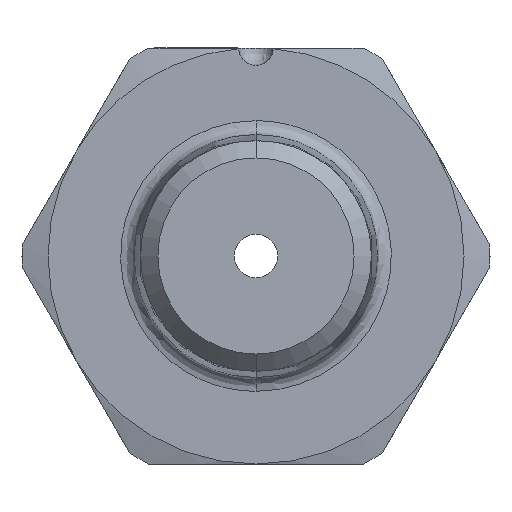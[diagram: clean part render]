
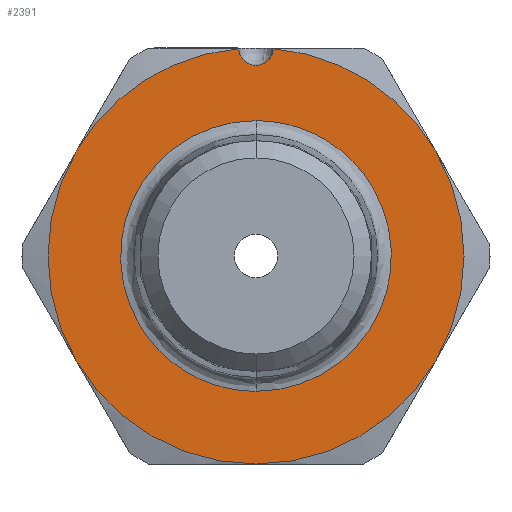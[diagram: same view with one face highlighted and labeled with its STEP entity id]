
A CAD part, front view. The second image highlights one B-rep face of the part: STEP entity #2391.
In plain terms, the highlighted planar face has unit normal (0, -1, 0).
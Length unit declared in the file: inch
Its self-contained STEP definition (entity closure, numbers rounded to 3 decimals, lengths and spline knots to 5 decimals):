
#28 =( BOUNDED_CURVE ( )  B_SPLINE_CURVE ( 3, ( #2452, #6077, #875, #4519 ),
 .UNSPECIFIED., .F., .F. ) 
 B_SPLINE_CURVE_WITH_KNOTS ( ( 4, 4 ),
 ( 0., 1. ),
 .UNSPECIFIED. ) 
 CURVE ( )  GEOMETRIC_REPRESENTATION_ITEM ( )  RATIONAL_B_SPLINE_CURVE ( ( 1., 0.333, 0.333, 1. ) ) 
 REPRESENTATION_ITEM ( '' )  );
#71 = VERTEX_POINT ( 'NONE', #3204 ) ;
#147 = VERTEX_POINT ( 'NONE', #2718 ) ;
#181 = AXIS2_PLACEMENT_3D ( 'NONE', #1981, #5638, #2516 ) ;
#253 = CARTESIAN_POINT ( 'NONE',  ( 0., 0.55118, 0. ) ) ;
#262 = EDGE_CURVE ( 'NONE', #147, #1443, #3679, .T. ) ;
#266 = CARTESIAN_POINT ( 'NONE',  ( -0.61487, 0.55118, -0.30743 ) ) ;
#283 = VERTEX_POINT ( 'NONE', #962 ) ;
#411 = AXIS2_PLACEMENT_3D ( 'NONE', #1218, #4841, #1737 ) ;
#479 = DIRECTION ( 'NONE',  ( 0., 1., 0. ) ) ;
#480 = VERTEX_POINT ( 'NONE', #5072 ) ;
#594 = ORIENTED_EDGE ( 'NONE', *, *, #6662, .F. ) ;
#660 = EDGE_CURVE ( 'NONE', #480, #6459, #1093, .T. ) ;
#671 = CIRCLE ( 'NONE', #1815, 0.47244 ) ;
#682 = ORIENTED_EDGE ( 'NONE', *, *, #5301, .F. ) ;
#754 = DIRECTION ( 'NONE',  ( 0., 0., 1. ) ) ;
#808 = CARTESIAN_POINT ( 'NONE',  ( 0., 0.55118, 0. ) ) ;
#875 = CARTESIAN_POINT ( 'NONE',  ( 0.61487, 0.55118, 0.30743 ) ) ;
#929 = CARTESIAN_POINT ( 'NONE',  ( 0., 0.55118, 0.47244 ) ) ;
#943 = CARTESIAN_POINT ( 'NONE',  ( 0., 0.55118, 0. ) ) ;
#949 = ORIENTED_EDGE ( 'NONE', *, *, #3804, .F. ) ;
#961 = CIRCLE ( 'NONE', #2964, 0.47244 ) ;
#962 = CARTESIAN_POINT ( 'NONE',  ( 0., 0.55118, 0.30743 ) ) ;
#991 = EDGE_CURVE ( 'NONE', #3101, #71, #671, .T. ) ;
#1093 = CIRCLE ( 'NONE', #2684, 0.47244 ) ;
#1120 = DIRECTION ( 'NONE',  ( 0., 1., 0. ) ) ;
#1218 = CARTESIAN_POINT ( 'NONE',  ( 0., 0.55118, 0. ) ) ;
#1284 = CARTESIAN_POINT ( 'NONE',  ( -0.61487, 0.55118, 0.30743 ) ) ;
#1348 = DIRECTION ( 'NONE',  ( 0., 0., 1. ) ) ;
#1360 = ORIENTED_EDGE ( 'NONE', *, *, #3951, .F. ) ;
#1377 = EDGE_LOOP ( 'NONE', ( #1360, #949 ) ) ;
#1443 = VERTEX_POINT ( 'NONE', #2899 ) ;
#1457 = FACE_OUTER_BOUND ( 'NONE', #5744, .T. ) ;
#1466 = DIRECTION ( 'NONE',  ( 0., 0., 1. ) ) ;
#1479 = DIRECTION ( 'NONE',  ( 0., 0., 1. ) ) ;
#1491 = CARTESIAN_POINT ( 'NONE',  ( 0.03937, 0.55118, 0. ) ) ;
#1572 = ORIENTED_EDGE ( 'NONE', *, *, #991, .F. ) ;
#1595 = CIRCLE ( 'NONE', #2584, 0.03937 ) ;
#1701 = CARTESIAN_POINT ( 'NONE',  ( 0.40915, 0.55118, -0.23622 ) ) ;
#1737 = DIRECTION ( 'NONE',  ( 0., 0., 1. ) ) ;
#1815 = AXIS2_PLACEMENT_3D ( 'NONE', #253, #3893, #754 ) ;
#1981 = CARTESIAN_POINT ( 'NONE',  ( 0., 0.55118, 0. ) ) ;
#2097 = CIRCLE ( 'NONE', #181, 0.47244 ) ;
#2343 = ORIENTED_EDGE ( 'NONE', *, *, #4196, .F. ) ;
#2391 = ADVANCED_FACE ( 'NONE', ( #1457, #2840 ), #4632, .F. ) ;
#2452 = CARTESIAN_POINT ( 'NONE',  ( 0., 0.55118, -0.30743 ) ) ;
#2516 = DIRECTION ( 'NONE',  ( 0., 0., 1. ) ) ;
#2584 = AXIS2_PLACEMENT_3D ( 'NONE', #929, #4572, #1466 ) ;
#2587 = VERTEX_POINT ( 'NONE', #1701 ) ;
#2636 = VERTEX_POINT ( 'NONE', #6268 ) ;
#2684 = AXIS2_PLACEMENT_3D ( 'NONE', #4237, #1120, #4747 ) ;
#2718 = CARTESIAN_POINT ( 'NONE',  ( -0.40915, 0.55118, 0.23622 ) ) ;
#2840 = FACE_BOUND ( 'NONE', #1377, .T. ) ;
#2861 = CARTESIAN_POINT ( 'NONE',  ( 0., 0.55118, 0.30743 ) ) ;
#2899 = CARTESIAN_POINT ( 'NONE',  ( -0.03934, 0.55118, 0.4708 ) ) ;
#2964 = AXIS2_PLACEMENT_3D ( 'NONE', #808, #4453, #1348 ) ;
#2965 = AXIS2_PLACEMENT_3D ( 'NONE', #943, #4579, #1479 ) ;
#3047 = ORIENTED_EDGE ( 'NONE', *, *, #5570, .F. ) ;
#3101 = VERTEX_POINT ( 'NONE', #3884 ) ;
#3204 = CARTESIAN_POINT ( 'NONE',  ( -0.40915, 0.55118, -0.23622 ) ) ;
#3442 = ORIENTED_EDGE ( 'NONE', *, *, #660, .F. ) ;
#3593 = AXIS2_PLACEMENT_3D ( 'NONE', #1491, #479, #5698 ) ;
#3679 = CIRCLE ( 'NONE', #2965, 0.47244 ) ;
#3804 = EDGE_CURVE ( 'NONE', #2636, #283, #28, .T. ) ;
#3884 = CARTESIAN_POINT ( 'NONE',  ( 0., 0.55118, -0.47244 ) ) ;
#3893 = DIRECTION ( 'NONE',  ( 0., 1., 0. ) ) ;
#3911 = CARTESIAN_POINT ( 'NONE',  ( 0., 0.55118, -0.30743 ) ) ;
#3951 = EDGE_CURVE ( 'NONE', #283, #2636, #4361, .T. ) ;
#4008 = CIRCLE ( 'NONE', #411, 0.47244 ) ;
#4196 = EDGE_CURVE ( 'NONE', #1443, #480, #1595, .T. ) ;
#4237 = CARTESIAN_POINT ( 'NONE',  ( 0., 0.55118, 0. ) ) ;
#4361 =( BOUNDED_CURVE ( )  B_SPLINE_CURVE ( 3, ( #2861, #1284, #266, #3911 ),
 .UNSPECIFIED., .F., .F. ) 
 B_SPLINE_CURVE_WITH_KNOTS ( ( 4, 4 ),
 ( 0., 1. ),
 .UNSPECIFIED. ) 
 CURVE ( )  GEOMETRIC_REPRESENTATION_ITEM ( )  RATIONAL_B_SPLINE_CURVE ( ( 1., 0.333, 0.333, 1. ) ) 
 REPRESENTATION_ITEM ( '' )  );
#4453 = DIRECTION ( 'NONE',  ( 0., 1., 0. ) ) ;
#4519 = CARTESIAN_POINT ( 'NONE',  ( 0., 0.55118, 0.30743 ) ) ;
#4572 = DIRECTION ( 'NONE',  ( 0., -1., 0. ) ) ;
#4579 = DIRECTION ( 'NONE',  ( 0., 1., 0. ) ) ;
#4632 = PLANE ( 'NONE',  #3593 ) ;
#4747 = DIRECTION ( 'NONE',  ( 0., 0., 1. ) ) ;
#4841 = DIRECTION ( 'NONE',  ( 0., 1., 0. ) ) ;
#5072 = CARTESIAN_POINT ( 'NONE',  ( 0.03934, 0.55118, 0.4708 ) ) ;
#5301 = EDGE_CURVE ( 'NONE', #6459, #2587, #2097, .T. ) ;
#5570 = EDGE_CURVE ( 'NONE', #71, #147, #4008, .T. ) ;
#5638 = DIRECTION ( 'NONE',  ( 0., 1., 0. ) ) ;
#5698 = DIRECTION ( 'NONE',  ( 0., 0., 1. ) ) ;
#5744 = EDGE_LOOP ( 'NONE', ( #6654, #3047, #1572, #594, #682, #3442, #2343 ) ) ;
#6077 = CARTESIAN_POINT ( 'NONE',  ( 0.61487, 0.55118, -0.30743 ) ) ;
#6259 = CARTESIAN_POINT ( 'NONE',  ( 0.40915, 0.55118, 0.23622 ) ) ;
#6268 = CARTESIAN_POINT ( 'NONE',  ( 0., 0.55118, -0.30743 ) ) ;
#6459 = VERTEX_POINT ( 'NONE', #6259 ) ;
#6654 = ORIENTED_EDGE ( 'NONE', *, *, #262, .F. ) ;
#6662 = EDGE_CURVE ( 'NONE', #2587, #3101, #961, .T. ) ;
